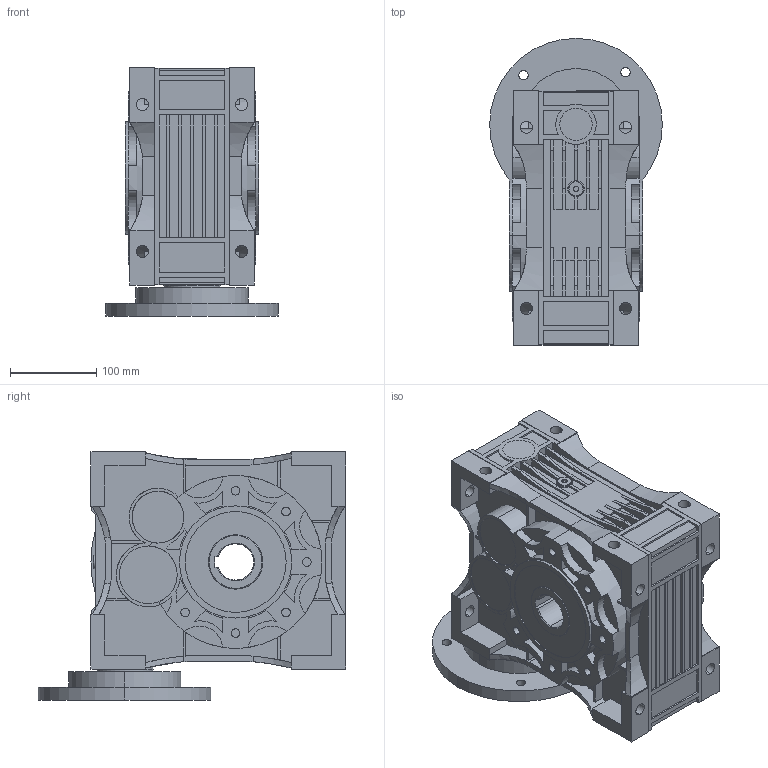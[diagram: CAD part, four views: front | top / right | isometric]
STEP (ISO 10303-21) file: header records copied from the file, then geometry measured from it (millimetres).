
FILE_DESCRIPTION (( 'STEP AP203' ), '1' );
FILE_NAME ('JWG110-80B5.STEP', '2020-11-27T08:16:21', ( 'tao' ), ( 'Microsoft' ), 'SwSTEP 2.0', 'SolidWorks 2018', '' );
FILE_SCHEMA (( 'CONFIG_CONTROL_DESIGN' ));
Length unit declared in the file: millimetre
Products named in the file (2): JWG系列斜齿轮-蜗轮蜗杆减速器[JWG110-100-80B5-B3-Y2-0.75-4]_110_1106; JWG110-80B5
Assembly tree (1 placements, depth 2):
  JWG110-80B5
    JWG系列斜齿轮-蜗轮蜗杆减速器[JWG110-100-80B5-B3-Y2-0.75-4]_110_1106
Bounding box: 200 x 356 x 287.5 mm (x, y, z)
Volume: 8921136 mm3; surface area: 612946.6 mm2
Topology: 2 solids, 2 shells, 833 faces, 2242 edges, 1468 vertices
Faces by surface type: plane 543, cylinder 263, cone 27
Entity records: 26738 total; most frequent: CARTESIAN_POINT 5062, DIRECTION 4510, ORIENTED_EDGE 4484, EDGE_CURVE 2242, VECTOR 1542, LINE 1542, AXIS2_PLACEMENT_3D 1484, VERTEX_POINT 1468
